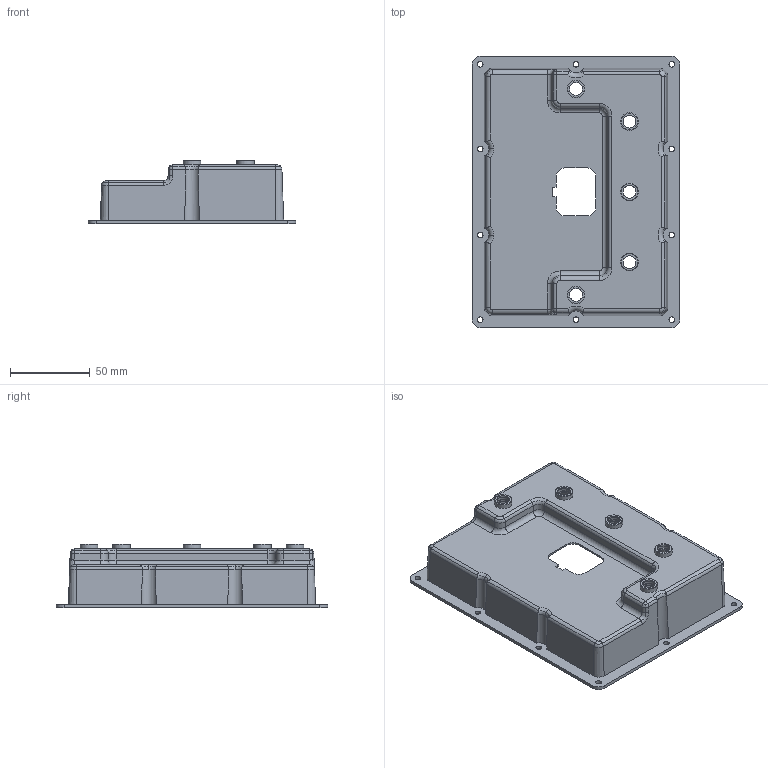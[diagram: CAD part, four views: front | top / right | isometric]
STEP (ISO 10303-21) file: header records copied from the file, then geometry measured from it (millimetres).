
FILE_DESCRIPTION(('HOOPS Exchange Step'),'2;1');
FILE_NAME('UPCOPER.STP','2023-10-06T11:43:42+03:00',('RBI'),('None'),'HOOPS Exchange 2022.2','SOLIDWORKS MBD','None');
FILE_SCHEMA( ('AP242_MANAGED_MODEL_BASED_3D_ENGINEERING_MIM_LF {1 0 10303 442 1 1 4 }') );
Length unit declared in the file: millimetre
Products named in the file (1): Default
Bounding box: 130 x 170 x 40 mm (x, y, z)
Volume: 43362.6 mm3; surface area: 79897.1 mm2
Topology: 1 solids, 1 shells, 186 faces, 472 edges, 303 vertices
Faces by surface type: cylinder 86, plane 63, torus 25, cone 8, bspline 2, sphere 2
Full cylindrical faces by diameter (mm): 3.5 x10, 8 x10, 9 x5, 11 x5
Entity records: 6023 total; most frequent: CARTESIAN_POINT 1262, DIRECTION 1066, ORIENTED_EDGE 940, EDGE_CURVE 470, AXIS2_PLACEMENT_3D 432, VERTEX_POINT 303, EDGE_LOOP 235, FACE_BOUND 235
